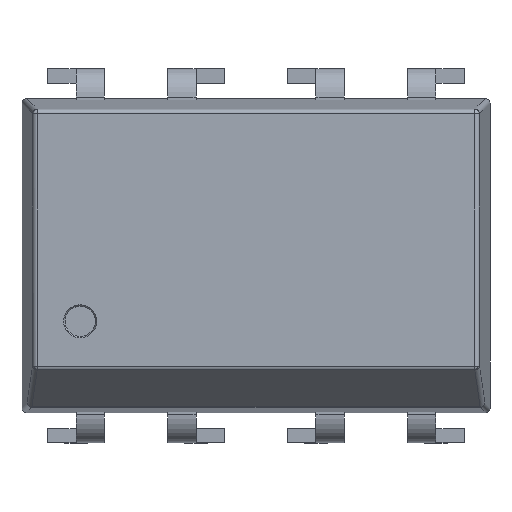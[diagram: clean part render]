
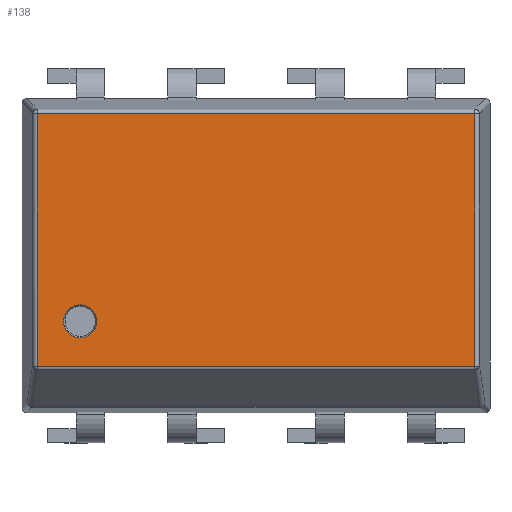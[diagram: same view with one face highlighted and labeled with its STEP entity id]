
A CAD part, top view. The second image highlights one B-rep face of the part: STEP entity #138.
In plain terms, the highlighted planar face has unit normal (0, 0, 1).
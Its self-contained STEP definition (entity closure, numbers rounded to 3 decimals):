
#138=ADVANCED_FACE('',(#2182,#2184),#2186,.T.);
#2182=FACE_BOUND('',#2183,.T.);
#2183=EDGE_LOOP('',(#3812,#3813,#3814,#3815));
#2184=FACE_BOUND('',#2185,.T.);
#2185=EDGE_LOOP('',(#3816));
#2186=PLANE('',#2187);
#2187=AXIS2_PLACEMENT_3D('',#2188,#2189,#2190);
#2188=CARTESIAN_POINT('',(0.,0.,4.6));
#2189=DIRECTION('',(0.,0.,1.));
#2190=DIRECTION('',(1.,0.,0.));
#3812=ORIENTED_EDGE('',*,*,#4808,.T.);
#3813=ORIENTED_EDGE('',*,*,#4809,.T.);
#3814=ORIENTED_EDGE('',*,*,#4810,.T.);
#3815=ORIENTED_EDGE('',*,*,#4811,.T.);
#3816=ORIENTED_EDGE('',*,*,#4812,.T.);
#4808=EDGE_CURVE('',#5306,#5307,#5308,.T.);
#4809=EDGE_CURVE('',#5307,#5309,#5310,.T.);
#4810=EDGE_CURVE('',#5309,#5311,#5312,.T.);
#4811=EDGE_CURVE('',#5311,#5306,#5313,.F.);
#4812=EDGE_CURVE('',#5314,#5314,#5315,.F.);
#5306=VERTEX_POINT('',#6104);
#5307=VERTEX_POINT('',#6105);
#5308=LINE('',#6106,#6107);
#5309=VERTEX_POINT('',#6109);
#5310=LINE('',#6110,#6111);
#5311=VERTEX_POINT('',#6113);
#5312=LINE('',#6114,#6115);
#5313=LINE('',#6117,#6118);
#5314=VERTEX_POINT('',#6120);
#5315=CIRCLE('',#6121,0.35);
#6104=CARTESIAN_POINT('',(4.633,-2.345,4.6));
#6105=CARTESIAN_POINT('',(4.633,3.003,4.6));
#6106=CARTESIAN_POINT('',(4.633,-2.345,4.6));
#6107=VECTOR('',#6108,1.);
#6108=DIRECTION('',(0.,1.,0.));
#6109=CARTESIAN_POINT('',(-4.633,3.003,4.6));
#6110=CARTESIAN_POINT('',(4.633,3.003,4.6));
#6111=VECTOR('',#6112,1.);
#6112=DIRECTION('',(-1.,0.,0.));
#6113=CARTESIAN_POINT('',(-4.633,-2.345,4.6));
#6114=CARTESIAN_POINT('',(-4.633,3.003,4.6));
#6115=VECTOR('',#6116,1.);
#6116=DIRECTION('',(0.,-1.,0.));
#6117=CARTESIAN_POINT('',(4.633,-2.345,4.6));
#6118=VECTOR('',#6119,1.);
#6119=DIRECTION('',(-1.,0.,0.));
#6120=CARTESIAN_POINT('',(-3.372,-1.392,4.6));
#6121=AXIS2_PLACEMENT_3D('',#6122,#6123,#6124);
#6122=CARTESIAN_POINT('',(-3.722,-1.392,4.6));
#6123=DIRECTION('',(0.,0.,1.));
#6124=DIRECTION('',(1.,0.,0.));
